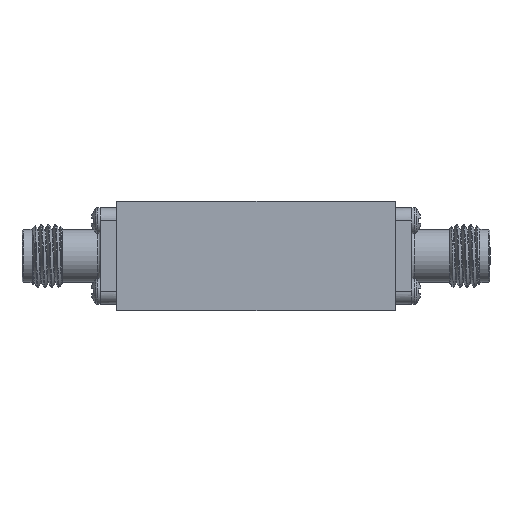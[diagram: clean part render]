
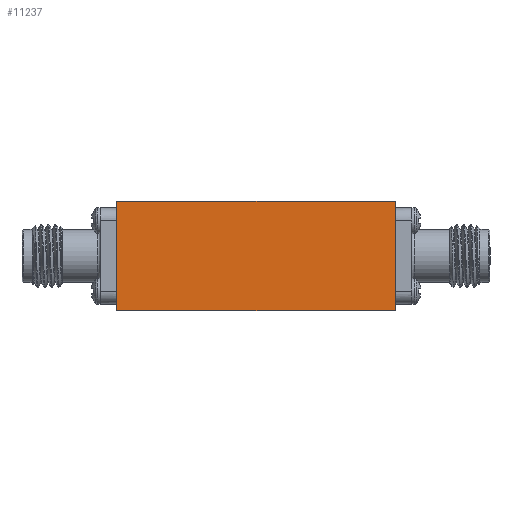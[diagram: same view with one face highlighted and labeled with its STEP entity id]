
A CAD part, front view. The second image highlights one B-rep face of the part: STEP entity #11237.
In plain terms, the highlighted planar face has unit normal (0, -1, 0).
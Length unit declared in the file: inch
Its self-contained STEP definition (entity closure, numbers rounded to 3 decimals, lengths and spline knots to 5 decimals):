
#2656 = VERTEX_POINT ( 'NONE', #10361 ) ;
#2840 = EDGE_LOOP ( 'NONE', ( #4998, #4412, #32097, #8202 ) ) ;
#3095 = CARTESIAN_POINT ( 'NONE',  ( -0.55118, -0.29528, 0.21654 ) ) ;
#4025 = PLANE ( 'NONE',  #10073 ) ;
#4412 = ORIENTED_EDGE ( 'NONE', *, *, #30005, .F. ) ;
#4998 = ORIENTED_EDGE ( 'NONE', *, *, #8169, .T. ) ;
#6911 = FACE_OUTER_BOUND ( 'NONE', #2840, .T. ) ;
#7858 = LINE ( 'NONE', #31303, #21373 ) ;
#8169 = EDGE_CURVE ( 'NONE', #26091, #21622, #31087, .T. ) ;
#8202 = ORIENTED_EDGE ( 'NONE', *, *, #12962, .T. ) ;
#9378 = VECTOR ( 'NONE', #26360, 39.37008 ) ;
#10073 = AXIS2_PLACEMENT_3D ( 'NONE', #22689, #20144, #30378 ) ;
#10361 = CARTESIAN_POINT ( 'NONE',  ( 0.55118, -0.29528, 0.21654 ) ) ;
#11237 = ADVANCED_FACE ( 'NONE', ( #6911 ), #4025, .F. ) ;
#12722 = VECTOR ( 'NONE', #32932, 39.37008 ) ;
#12940 = DIRECTION ( 'NONE',  ( 1., 0., 0. ) ) ;
#12962 = EDGE_CURVE ( 'NONE', #25246, #26091, #13449, .T. ) ;
#13449 = LINE ( 'NONE', #3095, #9378 ) ;
#15602 = DIRECTION ( 'NONE',  ( 1., 0., 0. ) ) ;
#15996 = EDGE_CURVE ( 'NONE', #25246, #2656, #7858, .T. ) ;
#20144 = DIRECTION ( 'NONE',  ( 0., 1., 0. ) ) ;
#20852 = CARTESIAN_POINT ( 'NONE',  ( -0.55118, -0.29528, -0.21654 ) ) ;
#21016 = CARTESIAN_POINT ( 'NONE',  ( -0.55118, -0.29528, -0.21654 ) ) ;
#21373 = VECTOR ( 'NONE', #12940, 39.37008 ) ;
#21622 = VERTEX_POINT ( 'NONE', #28756 ) ;
#22548 = CARTESIAN_POINT ( 'NONE',  ( 0.55118, -0.29528, 0.21654 ) ) ;
#22689 = CARTESIAN_POINT ( 'NONE',  ( -0.55118, -0.29528, 0.21654 ) ) ;
#24789 = CARTESIAN_POINT ( 'NONE',  ( -0.55118, -0.29528, 0.21654 ) ) ;
#25103 = LINE ( 'NONE', #22548, #12722 ) ;
#25246 = VERTEX_POINT ( 'NONE', #24789 ) ;
#26091 = VERTEX_POINT ( 'NONE', #21016 ) ;
#26360 = DIRECTION ( 'NONE',  ( 0., 0., -1. ) ) ;
#27053 = VECTOR ( 'NONE', #15602, 39.37008 ) ;
#28756 = CARTESIAN_POINT ( 'NONE',  ( 0.55118, -0.29528, -0.21654 ) ) ;
#30005 = EDGE_CURVE ( 'NONE', #2656, #21622, #25103, .T. ) ;
#30378 = DIRECTION ( 'NONE',  ( 0., 0., 1. ) ) ;
#31087 = LINE ( 'NONE', #20852, #27053 ) ;
#31303 = CARTESIAN_POINT ( 'NONE',  ( -0.55118, -0.29528, 0.21654 ) ) ;
#32097 = ORIENTED_EDGE ( 'NONE', *, *, #15996, .F. ) ;
#32932 = DIRECTION ( 'NONE',  ( 0., 0., -1. ) ) ;
